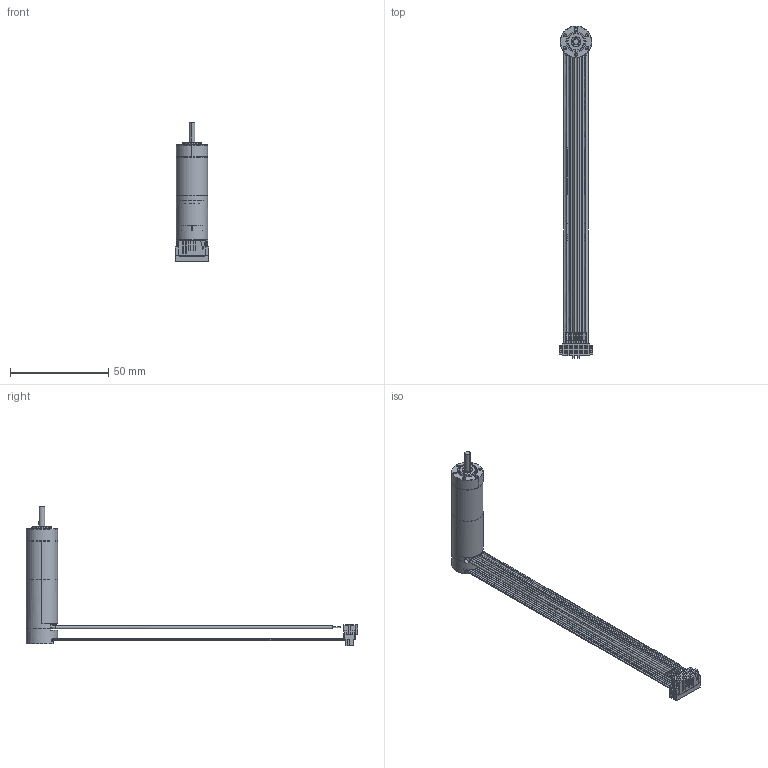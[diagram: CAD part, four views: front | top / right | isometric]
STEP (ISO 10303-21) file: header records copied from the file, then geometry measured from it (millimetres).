
FILE_DESCRIPTION((''),'2;1');
FILE_NAME('4611180000284_SW0001','2022-11-08T15:28:44',('MS05792'),(''),'CREO PARAMETRIC BY PTC INC, 2018100','CREO PARAMETRIC BY PTC INC, 2018100','');
FILE_SCHEMA(('CONFIG_CONTROL_DESIGN'));
Length unit declared in the file: millimetre
Products named in the file (1): 4611180000284_SW0001
Bounding box: 17.3 x 168.88 x 70.98 mm (x, y, z)
Volume: 9264.7 mm3; surface area: 20295 mm2
Topology: 1 solids, 1 shells, 1643 faces, 4543 edges, 2927 vertices
Faces by surface type: plane 664, cylinder 489, extrusion 208, cone 173, bspline 48, torus 37, sphere 24
Entity records: 64144 total; most frequent: CARTESIAN_POINT 22556, ORIENTED_EDGE 9054, DIRECTION 8123, EDGE_CURVE 4527, VERTEX_POINT 2931, AXIS2_PLACEMENT_3D 2801, VECTOR 2521, LINE 2313
